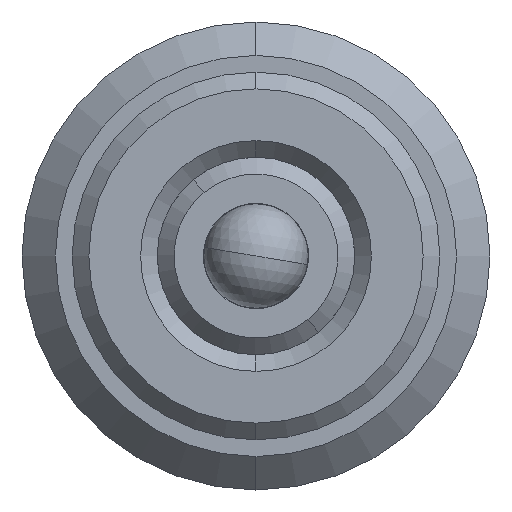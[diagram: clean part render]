
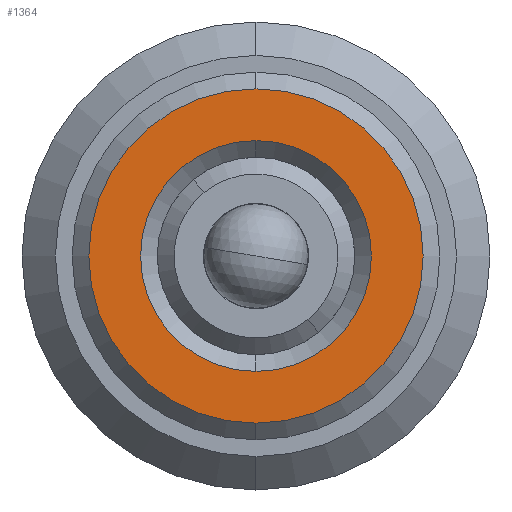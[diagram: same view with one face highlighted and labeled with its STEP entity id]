
A CAD part, front view. The second image highlights one B-rep face of the part: STEP entity #1364.
In plain terms, the highlighted planar face has unit normal (0, -1, 0).
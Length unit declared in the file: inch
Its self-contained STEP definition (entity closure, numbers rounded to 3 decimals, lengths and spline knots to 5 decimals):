
#5 = AXIS2_PLACEMENT_3D ( 'NONE', #1101, #1137, #1027 ) ;
#25 = CIRCLE ( 'NONE', #5, 0.06906 ) ;
#137 = AXIS2_PLACEMENT_3D ( 'NONE', #1669, #1668, #1666 ) ;
#157 = CIRCLE ( 'NONE', #137, 0.1 ) ;
#495 = CIRCLE ( 'NONE', #502, 0.06906 ) ;
#502 = AXIS2_PLACEMENT_3D ( 'NONE', #1782, #1754, #1665 ) ;
#528 = AXIS2_PLACEMENT_3D ( 'NONE', #1647, #1646, #1645 ) ;
#540 = CIRCLE ( 'NONE', #528, 0.1 ) ;
#639 = FACE_OUTER_BOUND ( 'NONE', #681, .T. ) ;
#649 = FACE_BOUND ( 'NONE', #858, .T. ) ;
#654 = VERTEX_POINT ( 'NONE', #1561 ) ;
#681 = EDGE_LOOP ( 'NONE', ( #1446, #805 ) ) ;
#690 = VERTEX_POINT ( 'NONE', #1045 ) ;
#805 = ORIENTED_EDGE ( 'NONE', *, *, #1393, .F. ) ;
#820 = VERTEX_POINT ( 'NONE', #958 ) ;
#840 = ORIENTED_EDGE ( 'NONE', *, *, #1306, .T. ) ;
#842 = VERTEX_POINT ( 'NONE', #928 ) ;
#858 = EDGE_LOOP ( 'NONE', ( #840, #1447 ) ) ;
#928 = CARTESIAN_POINT ( 'NONE',  ( -1.27794, 0.9205, 0.03009 ) ) ;
#958 = CARTESIAN_POINT ( 'NONE',  ( -1.27794, 0.9205, -0.13897 ) ) ;
#1027 = DIRECTION ( 'NONE',  ( 0., 0., 1. ) ) ;
#1045 = CARTESIAN_POINT ( 'NONE',  ( -1.27794, 0.9205, -0.00086 ) ) ;
#1101 = CARTESIAN_POINT ( 'NONE',  ( -1.27794, 0.9205, -0.06991 ) ) ;
#1137 = DIRECTION ( 'NONE',  ( 0., 1., 0. ) ) ;
#1306 = EDGE_CURVE ( 'NONE', #820, #690, #25, .T. ) ;
#1364 = ADVANCED_FACE ( 'NONE', ( #649, #639 ), #1862, .T. ) ;
#1390 = EDGE_CURVE ( 'NONE', #842, #654, #157, .T. ) ;
#1393 = EDGE_CURVE ( 'NONE', #654, #842, #540, .T. ) ;
#1394 = EDGE_CURVE ( 'NONE', #690, #820, #495, .T. ) ;
#1446 = ORIENTED_EDGE ( 'NONE', *, *, #1390, .F. ) ;
#1447 = ORIENTED_EDGE ( 'NONE', *, *, #1394, .T. ) ;
#1485 = AXIS2_PLACEMENT_3D ( 'NONE', #1861, #1860, #1859 ) ;
#1561 = CARTESIAN_POINT ( 'NONE',  ( -1.27794, 0.9205, -0.16991 ) ) ;
#1645 = DIRECTION ( 'NONE',  ( 0., 0., 1. ) ) ;
#1646 = DIRECTION ( 'NONE',  ( 0., 1., 0. ) ) ;
#1647 = CARTESIAN_POINT ( 'NONE',  ( -1.27794, 0.9205, -0.06991 ) ) ;
#1665 = DIRECTION ( 'NONE',  ( 0., 0., 1. ) ) ;
#1666 = DIRECTION ( 'NONE',  ( 0., 0., 1. ) ) ;
#1668 = DIRECTION ( 'NONE',  ( 0., 1., 0. ) ) ;
#1669 = CARTESIAN_POINT ( 'NONE',  ( -1.27794, 0.9205, -0.06991 ) ) ;
#1754 = DIRECTION ( 'NONE',  ( 0., 1., 0. ) ) ;
#1782 = CARTESIAN_POINT ( 'NONE',  ( -1.27794, 0.9205, -0.06991 ) ) ;
#1859 = DIRECTION ( 'NONE',  ( 0., 0., -1. ) ) ;
#1860 = DIRECTION ( 'NONE',  ( 0., -1., 0. ) ) ;
#1861 = CARTESIAN_POINT ( 'NONE',  ( -1.50671, 0.9205, -0.06991 ) ) ;
#1862 = PLANE ( 'NONE',  #1485 ) ;
